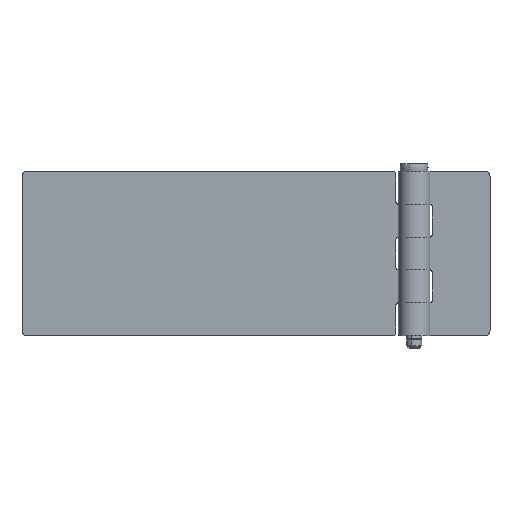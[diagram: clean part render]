
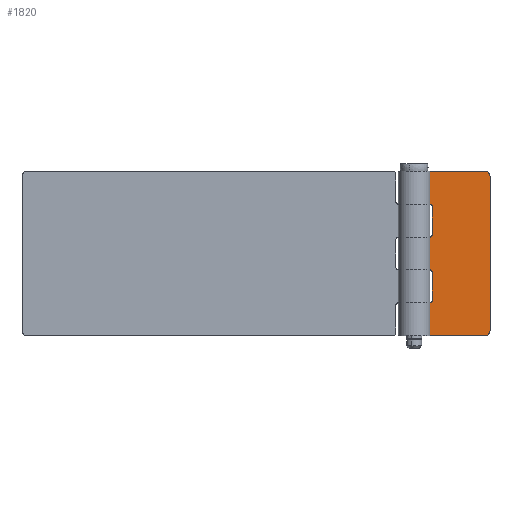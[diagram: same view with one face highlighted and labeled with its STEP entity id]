
A CAD part, top view. The second image highlights one B-rep face of the part: STEP entity #1820.
In plain terms, the highlighted face is planar.
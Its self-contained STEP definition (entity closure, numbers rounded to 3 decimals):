
#22 = VECTOR ( 'NONE', #1010, 1000. ) ;
#24 = EDGE_CURVE ( 'NONE', #2145, #1843, #2555, .T. ) ;
#36 = AXIS2_PLACEMENT_3D ( 'NONE', #379, #2889, #2199 ) ;
#40 = ORIENTED_EDGE ( 'NONE', *, *, #735, .T. ) ;
#112 = CIRCLE ( 'NONE', #936, 2. ) ;
#118 = DIRECTION ( 'NONE',  ( 0., 1., 0. ) ) ;
#156 = LINE ( 'NONE', #1920, #1864 ) ;
#195 = CARTESIAN_POINT ( 'NONE',  ( 30., 3., 13. ) ) ;
#198 = CARTESIAN_POINT ( 'NONE',  ( 7.2, 3., 51. ) ) ;
#219 = VERTEX_POINT ( 'NONE', #2114 ) ;
#243 = CARTESIAN_POINT ( 'NONE',  ( 0., 3., 65. ) ) ;
#246 = ORIENTED_EDGE ( 'NONE', *, *, #1518, .F. ) ;
#296 = VECTOR ( 'NONE', #919, 1000. ) ;
#307 = LINE ( 'NONE', #2028, #849 ) ;
#310 = CARTESIAN_POINT ( 'NONE',  ( 28., 3., 63. ) ) ;
#326 = AXIS2_PLACEMENT_3D ( 'NONE', #1465, #336, #603 ) ;
#331 = CARTESIAN_POINT ( 'NONE',  ( 6.2, 3., 14. ) ) ;
#336 = DIRECTION ( 'NONE',  ( 0., -1., 0. ) ) ;
#339 = EDGE_CURVE ( 'NONE', #1153, #1355, #2285, .T. ) ;
#365 = VECTOR ( 'NONE', #1621, 1000. ) ;
#379 = CARTESIAN_POINT ( 'NONE',  ( 6.2, 3., 51. ) ) ;
#423 = AXIS2_PLACEMENT_3D ( 'NONE', #331, #1944, #557 ) ;
#426 = CARTESIAN_POINT ( 'NONE',  ( 6.2, 3., 26. ) ) ;
#486 = PLANE ( 'NONE',  #1440 ) ;
#533 = CARTESIAN_POINT ( 'NONE',  ( 28., 3., 0. ) ) ;
#535 = VERTEX_POINT ( 'NONE', #2941 ) ;
#537 = VERTEX_POINT ( 'NONE', #198 ) ;
#539 = DIRECTION ( 'NONE',  ( 0., 0., 1. ) ) ;
#557 = DIRECTION ( 'NONE',  ( 0., 0., 1. ) ) ;
#568 = CARTESIAN_POINT ( 'NONE',  ( 7.2, 3., 13. ) ) ;
#580 = EDGE_LOOP ( 'NONE', ( #246, #2181, #40, #2946, #1181, #1246, #1887, #1009, #1163, #2840, #1708, #1089, #2261, #1077, #993, #2138, #606, #1695 ) ) ;
#603 = DIRECTION ( 'NONE',  ( 0., 0., 1. ) ) ;
#606 = ORIENTED_EDGE ( 'NONE', *, *, #1299, .F. ) ;
#616 = VECTOR ( 'NONE', #664, 1000. ) ;
#637 = VERTEX_POINT ( 'NONE', #855 ) ;
#664 = DIRECTION ( 'NONE',  ( -1., 0., 0. ) ) ;
#676 = CARTESIAN_POINT ( 'NONE',  ( 6.2, 3., 25. ) ) ;
#699 = CIRCLE ( 'NONE', #423, 1. ) ;
#710 = DIRECTION ( 'NONE',  ( 0., 0., 1. ) ) ;
#735 = EDGE_CURVE ( 'NONE', #535, #960, #1662, .T. ) ;
#748 = VECTOR ( 'NONE', #1135, 1000. ) ;
#783 = CIRCLE ( 'NONE', #1449, 1. ) ;
#796 = DIRECTION ( 'NONE',  ( 0., 0., -1. ) ) ;
#800 = LINE ( 'NONE', #876, #2639 ) ;
#839 = EDGE_CURVE ( 'NONE', #980, #537, #2057, .T. ) ;
#849 = VECTOR ( 'NONE', #1779, 1000. ) ;
#855 = CARTESIAN_POINT ( 'NONE',  ( 30., 3., 63. ) ) ;
#876 = CARTESIAN_POINT ( 'NONE',  ( 7.2, 3., 13. ) ) ;
#919 = DIRECTION ( 'NONE',  ( 0., 0., -1. ) ) ;
#936 = AXIS2_PLACEMENT_3D ( 'NONE', #310, #1925, #539 ) ;
#960 = VERTEX_POINT ( 'NONE', #2833 ) ;
#980 = VERTEX_POINT ( 'NONE', #2064 ) ;
#981 = EDGE_CURVE ( 'NONE', #1153, #2177, #1447, .T. ) ;
#993 = ORIENTED_EDGE ( 'NONE', *, *, #1045, .T. ) ;
#1009 = ORIENTED_EDGE ( 'NONE', *, *, #1652, .T. ) ;
#1010 = DIRECTION ( 'NONE',  ( -1., 0., 0. ) ) ;
#1045 = EDGE_CURVE ( 'NONE', #1762, #1916, #1862, .T. ) ;
#1077 = ORIENTED_EDGE ( 'NONE', *, *, #2650, .T. ) ;
#1089 = ORIENTED_EDGE ( 'NONE', *, *, #1192, .T. ) ;
#1134 = DIRECTION ( 'NONE',  ( 0., 1., 0. ) ) ;
#1135 = DIRECTION ( 'NONE',  ( 0., 0., -1. ) ) ;
#1153 = VERTEX_POINT ( 'NONE', #2039 ) ;
#1160 = DIRECTION ( 'NONE',  ( 0., 1., 0. ) ) ;
#1162 = CARTESIAN_POINT ( 'NONE',  ( 0., 3., 52. ) ) ;
#1163 = ORIENTED_EDGE ( 'NONE', *, *, #339, .F. ) ;
#1181 = ORIENTED_EDGE ( 'NONE', *, *, #2143, .T. ) ;
#1192 = EDGE_CURVE ( 'NONE', #2850, #2006, #783, .T. ) ;
#1212 = VERTEX_POINT ( 'NONE', #1162 ) ;
#1217 = CARTESIAN_POINT ( 'NONE',  ( 0., 3., 26. ) ) ;
#1218 = LINE ( 'NONE', #2399, #22 ) ;
#1227 = VECTOR ( 'NONE', #796, 1000. ) ;
#1246 = ORIENTED_EDGE ( 'NONE', *, *, #839, .T. ) ;
#1286 = VERTEX_POINT ( 'NONE', #1603 ) ;
#1299 = EDGE_CURVE ( 'NONE', #2145, #219, #2496, .T. ) ;
#1328 = CARTESIAN_POINT ( 'NONE',  ( 2.999, 3., 65. ) ) ;
#1355 = VERTEX_POINT ( 'NONE', #2065 ) ;
#1370 = VERTEX_POINT ( 'NONE', #1605 ) ;
#1380 = EDGE_CURVE ( 'NONE', #960, #1212, #1531, .T. ) ;
#1440 = AXIS2_PLACEMENT_3D ( 'NONE', #2543, #1160, #2771 ) ;
#1447 = LINE ( 'NONE', #1615, #748 ) ;
#1449 = AXIS2_PLACEMENT_3D ( 'NONE', #676, #1134, #710 ) ;
#1465 = CARTESIAN_POINT ( 'NONE',  ( 28., 3., 2. ) ) ;
#1494 = AXIS2_PLACEMENT_3D ( 'NONE', #1507, #118, #1734 ) ;
#1507 = CARTESIAN_POINT ( 'NONE',  ( 6.2, 3., 40. ) ) ;
#1518 = EDGE_CURVE ( 'NONE', #637, #1843, #2773, .T. ) ;
#1531 = LINE ( 'NONE', #243, #296 ) ;
#1572 = VECTOR ( 'NONE', #1809, 1000. ) ;
#1579 = DIRECTION ( 'NONE',  ( -1., 0., 0. ) ) ;
#1603 = CARTESIAN_POINT ( 'NONE',  ( 7.2, 3., 14. ) ) ;
#1605 = CARTESIAN_POINT ( 'NONE',  ( 7.2, 3., 40. ) ) ;
#1615 = CARTESIAN_POINT ( 'NONE',  ( 0., 3., 65. ) ) ;
#1621 = DIRECTION ( 'NONE',  ( 1., 0., 0. ) ) ;
#1652 = EDGE_CURVE ( 'NONE', #1370, #1355, #2564, .T. ) ;
#1662 = LINE ( 'NONE', #1328, #2124 ) ;
#1695 = ORIENTED_EDGE ( 'NONE', *, *, #24, .T. ) ;
#1708 = ORIENTED_EDGE ( 'NONE', *, *, #2204, .F. ) ;
#1734 = DIRECTION ( 'NONE',  ( 0., 0., 1. ) ) ;
#1737 = CARTESIAN_POINT ( 'NONE',  ( 0., 3., 13. ) ) ;
#1762 = VERTEX_POINT ( 'NONE', #2756 ) ;
#1779 = DIRECTION ( 'NONE',  ( 0., 0., 1. ) ) ;
#1809 = DIRECTION ( 'NONE',  ( 0., 0., -1. ) ) ;
#1820 = ADVANCED_FACE ( 'NONE', ( #2714 ), #486, .F. ) ;
#1843 = VERTEX_POINT ( 'NONE', #1875 ) ;
#1862 = LINE ( 'NONE', #1955, #616 ) ;
#1864 = VECTOR ( 'NONE', #2368, 1000. ) ;
#1871 = LINE ( 'NONE', #568, #1227 ) ;
#1875 = CARTESIAN_POINT ( 'NONE',  ( 30., 3., 2. ) ) ;
#1887 = ORIENTED_EDGE ( 'NONE', *, *, #2697, .T. ) ;
#1916 = VERTEX_POINT ( 'NONE', #1737 ) ;
#1920 = CARTESIAN_POINT ( 'NONE',  ( 0., 3., 52. ) ) ;
#1925 = DIRECTION ( 'NONE',  ( 0., -1., 0. ) ) ;
#1944 = DIRECTION ( 'NONE',  ( 0., 1., 0. ) ) ;
#1955 = CARTESIAN_POINT ( 'NONE',  ( 0., 3., 13. ) ) ;
#2006 = VERTEX_POINT ( 'NONE', #2901 ) ;
#2028 = CARTESIAN_POINT ( 'NONE',  ( 0., 3., 0. ) ) ;
#2039 = CARTESIAN_POINT ( 'NONE',  ( 0., 3., 39. ) ) ;
#2057 = CIRCLE ( 'NONE', #36, 1. ) ;
#2064 = CARTESIAN_POINT ( 'NONE',  ( 6.2, 3., 52. ) ) ;
#2065 = CARTESIAN_POINT ( 'NONE',  ( 6.2, 3., 39. ) ) ;
#2114 = CARTESIAN_POINT ( 'NONE',  ( 0., 3., 0. ) ) ;
#2124 = VECTOR ( 'NONE', #1579, 1000. ) ;
#2138 = ORIENTED_EDGE ( 'NONE', *, *, #2591, .F. ) ;
#2143 = EDGE_CURVE ( 'NONE', #1212, #980, #156, .T. ) ;
#2145 = VERTEX_POINT ( 'NONE', #533 ) ;
#2177 = VERTEX_POINT ( 'NONE', #1217 ) ;
#2181 = ORIENTED_EDGE ( 'NONE', *, *, #2352, .T. ) ;
#2199 = DIRECTION ( 'NONE',  ( 0., 0., 1. ) ) ;
#2204 = EDGE_CURVE ( 'NONE', #2850, #2177, #1218, .T. ) ;
#2261 = ORIENTED_EDGE ( 'NONE', *, *, #2891, .T. ) ;
#2285 = LINE ( 'NONE', #2765, #365 ) ;
#2352 = EDGE_CURVE ( 'NONE', #637, #535, #112, .T. ) ;
#2368 = DIRECTION ( 'NONE',  ( 1., 0., 0. ) ) ;
#2399 = CARTESIAN_POINT ( 'NONE',  ( 0.006, 3., 26. ) ) ;
#2496 = LINE ( 'NONE', #2968, #2870 ) ;
#2518 = DIRECTION ( 'NONE',  ( -1., 0., 0. ) ) ;
#2543 = CARTESIAN_POINT ( 'NONE',  ( 2.999, 3., 13. ) ) ;
#2555 = CIRCLE ( 'NONE', #326, 2. ) ;
#2564 = CIRCLE ( 'NONE', #1494, 1. ) ;
#2591 = EDGE_CURVE ( 'NONE', #219, #1916, #307, .T. ) ;
#2639 = VECTOR ( 'NONE', #2717, 1000. ) ;
#2650 = EDGE_CURVE ( 'NONE', #1286, #1762, #699, .T. ) ;
#2697 = EDGE_CURVE ( 'NONE', #537, #1370, #1871, .T. ) ;
#2714 = FACE_OUTER_BOUND ( 'NONE', #580, .T. ) ;
#2717 = DIRECTION ( 'NONE',  ( 0., 0., -1. ) ) ;
#2756 = CARTESIAN_POINT ( 'NONE',  ( 6.2, 3., 13. ) ) ;
#2765 = CARTESIAN_POINT ( 'NONE',  ( 0., 3., 39. ) ) ;
#2771 = DIRECTION ( 'NONE',  ( 0., 0., 1. ) ) ;
#2773 = LINE ( 'NONE', #195, #1572 ) ;
#2833 = CARTESIAN_POINT ( 'NONE',  ( 0., 3., 65. ) ) ;
#2840 = ORIENTED_EDGE ( 'NONE', *, *, #981, .T. ) ;
#2850 = VERTEX_POINT ( 'NONE', #426 ) ;
#2870 = VECTOR ( 'NONE', #2518, 1000. ) ;
#2889 = DIRECTION ( 'NONE',  ( 0., 1., 0. ) ) ;
#2891 = EDGE_CURVE ( 'NONE', #2006, #1286, #800, .T. ) ;
#2901 = CARTESIAN_POINT ( 'NONE',  ( 7.2, 3., 25. ) ) ;
#2941 = CARTESIAN_POINT ( 'NONE',  ( 28., 3., 65. ) ) ;
#2946 = ORIENTED_EDGE ( 'NONE', *, *, #1380, .T. ) ;
#2968 = CARTESIAN_POINT ( 'NONE',  ( 0., 3., 0. ) ) ;
